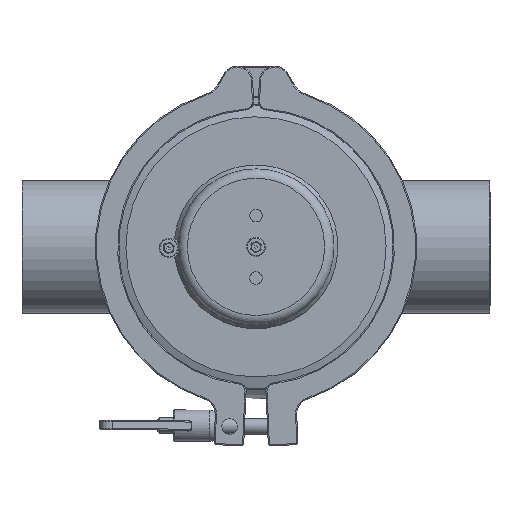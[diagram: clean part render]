
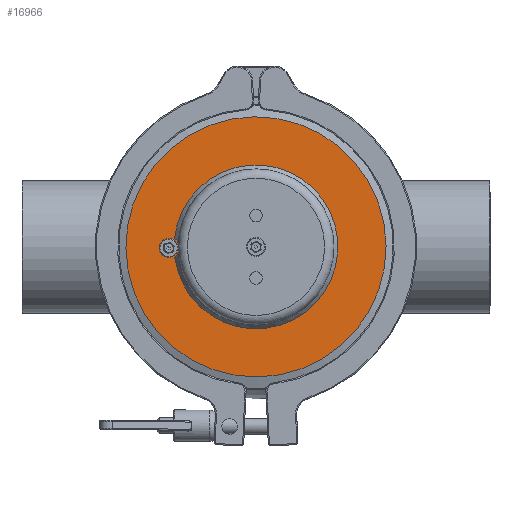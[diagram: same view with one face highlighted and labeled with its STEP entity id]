
A CAD part, front view. The second image highlights one B-rep face of the part: STEP entity #16966.
In plain terms, the highlighted planar face has unit normal (0, -1, 0).
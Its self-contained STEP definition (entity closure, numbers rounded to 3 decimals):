
#2812=FACE_BOUND('',#4002,.T.);
#2813=FACE_BOUND('',#4003,.T.);
#2986=FACE_OUTER_BOUND('',#4001,.T.);
#4001=EDGE_LOOP('',(#11189,#11190));
#4002=EDGE_LOOP('',(#11191,#11192));
#4003=EDGE_LOOP('',(#11193,#11194));
#5070=CIRCLE('',#18056,6.05);
#5071=CIRCLE('',#18057,6.05);
#5178=CIRCLE('',#18210,7.);
#5183=CIRCLE('',#18217,83.395);
#5184=CIRCLE('',#18218,83.395);
#5185=CIRCLE('',#18219,52.5);
#6482=VERTEX_POINT('',#25969);
#6483=VERTEX_POINT('',#25970);
#6586=VERTEX_POINT('',#26357);
#6588=VERTEX_POINT('',#26366);
#6592=VERTEX_POINT('',#26384);
#6593=VERTEX_POINT('',#26385);
#8142=EDGE_CURVE('',#6482,#6483,#5070,.T.);
#8143=EDGE_CURVE('',#6483,#6482,#5071,.T.);
#8289=EDGE_CURVE('',#6586,#6588,#5178,.T.);
#8295=EDGE_CURVE('',#6592,#6593,#5183,.T.);
#8296=EDGE_CURVE('',#6593,#6592,#5184,.T.);
#8297=EDGE_CURVE('',#6588,#6586,#5185,.T.);
#11189=ORIENTED_EDGE('',*,*,#8295,.F.);
#11190=ORIENTED_EDGE('',*,*,#8296,.F.);
#11191=ORIENTED_EDGE('',*,*,#8142,.T.);
#11192=ORIENTED_EDGE('',*,*,#8143,.T.);
#11193=ORIENTED_EDGE('',*,*,#8297,.T.);
#11194=ORIENTED_EDGE('',*,*,#8289,.T.);
#15695=PLANE('',#18216);
#16966=ADVANCED_FACE('',(#2986,#2812,#2813),#15695,.T.);
#18056=AXIS2_PLACEMENT_3D('',#25971,#20605,#20606);
#18057=AXIS2_PLACEMENT_3D('',#25972,#20607,#20608);
#18210=AXIS2_PLACEMENT_3D('',#26373,#20944,#20945);
#18216=AXIS2_PLACEMENT_3D('',#26383,#20957,#20958);
#18217=AXIS2_PLACEMENT_3D('',#26386,#20959,#20960);
#18218=AXIS2_PLACEMENT_3D('',#26387,#20961,#20962);
#18219=AXIS2_PLACEMENT_3D('',#26388,#20963,#20964);
#20605=DIRECTION('center_axis',(0.,1.,0.));
#20606=DIRECTION('ref_axis',(0.783,0.,-0.622));
#20607=DIRECTION('center_axis',(0.,1.,0.));
#20608=DIRECTION('ref_axis',(0.783,0.,-0.622));
#20944=DIRECTION('center_axis',(0.,-1.,0.));
#20945=DIRECTION('ref_axis',(-0.012,0.,
1.));
#20957=DIRECTION('center_axis',(0.,-1.,0.));
#20958=DIRECTION('ref_axis',(1.,0.,0.012));
#20959=DIRECTION('center_axis',(0.,1.,0.));
#20960=DIRECTION('ref_axis',(-0.012,0.,
1.));
#20961=DIRECTION('center_axis',(0.,1.,0.));
#20962=DIRECTION('ref_axis',(-0.012,0.,
1.));
#20963=DIRECTION('center_axis',(0.,1.,0.));
#20964=DIRECTION('ref_axis',(-0.012,0.,
1.));
#25969=CARTESIAN_POINT('',(-51.257,-66.5,-4.458));
#25970=CARTESIAN_POINT('',(-60.734,-66.5,3.065));
#25971=CARTESIAN_POINT('Origin',(-55.996,-66.5,-0.697));
#25972=CARTESIAN_POINT('Origin',(-55.996,-66.5,-0.697));
#26357=CARTESIAN_POINT('',(-52.095,-66.5,-6.509));
#26366=CARTESIAN_POINT('',(-52.241,-66.5,5.211));
#26373=CARTESIAN_POINT('Origin',(-55.996,-66.5,-0.697));
#26383=CARTESIAN_POINT('Origin',(-0.845,-66.5,67.942));
#26384=CARTESIAN_POINT('',(-1.037,-66.5,83.388));
#26385=CARTESIAN_POINT('',(1.037,-66.5,-83.388));
#26386=CARTESIAN_POINT('Origin',(0.,-66.5,0.));
#26387=CARTESIAN_POINT('Origin',(0.,-66.5,0.));
#26388=CARTESIAN_POINT('Origin',(0.,-66.5,0.));
